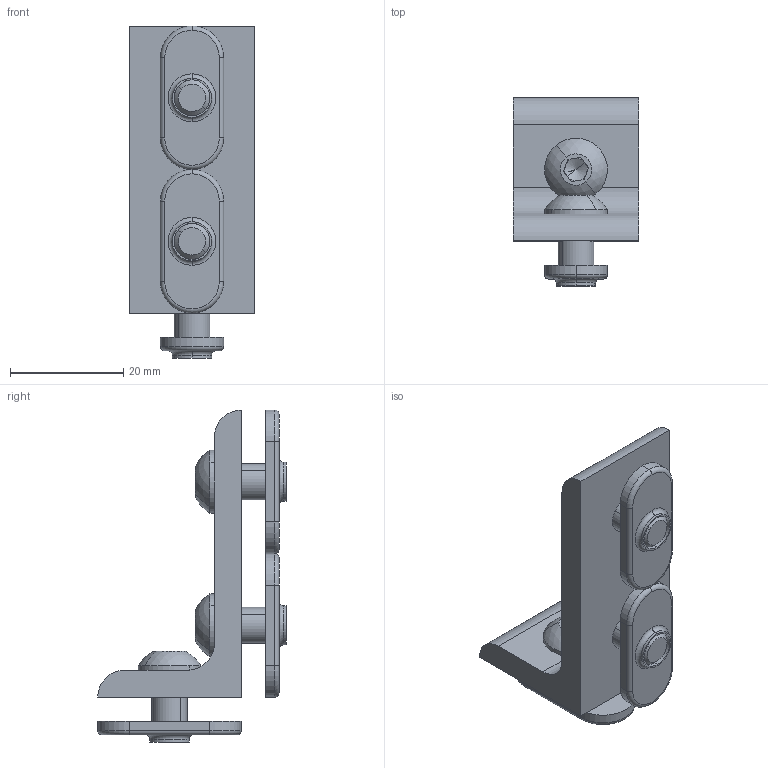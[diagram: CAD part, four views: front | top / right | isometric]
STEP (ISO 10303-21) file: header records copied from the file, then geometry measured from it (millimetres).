
FILE_DESCRIPTION (( 'STEP AP203' ), '1' );
FILE_NAME ('653107.SLDASM.step', '2003-10-13T11:24:15', ( 'Jerry Winters' ), ( 'GoEngineer' ), 'SwSTEP 2.0', 'SolidWorks 2003174', '' );
FILE_SCHEMA (( 'CONFIG_CONTROL_DESIGN' ));
Length unit declared in the file: inch
Products named in the file (6): 653107.SLDASM; Inside Corner Brackets (STD)_653107; 651171; 651163; 651021; Socket Button Head Cap Screw_AI_SBHCSCREW 0.25-20x0.5-HX-C
Assembly tree (7 placements, depth 4):
  653107.SLDASM
    651171  x3
      651163
      651021
        Socket Button Head Cap Screw_AI_SBHCSCREW 0.25-20x0.5-HX-C
    Inside Corner Brackets (STD)_653107
Bounding box: 22.23 x 33.34 x 58.74 mm (x, y, z)
Volume: 10405.1 mm3; surface area: 7623.1 mm2
Topology: 7 solids, 7 shells, 147 faces, 336 edges, 204 vertices
Faces by surface type: plane 66, cylinder 48, torus 15, cone 12, sphere 6
Entity records: 2455 total; most frequent: DIRECTION 344, CARTESIAN_POINT 318, ORIENTED_EDGE 280, EDGE_CURVE 140, AXIS2_PLACEMENT_3D 137, VERTEX_POINT 88, LINE 70, VECTOR 70
